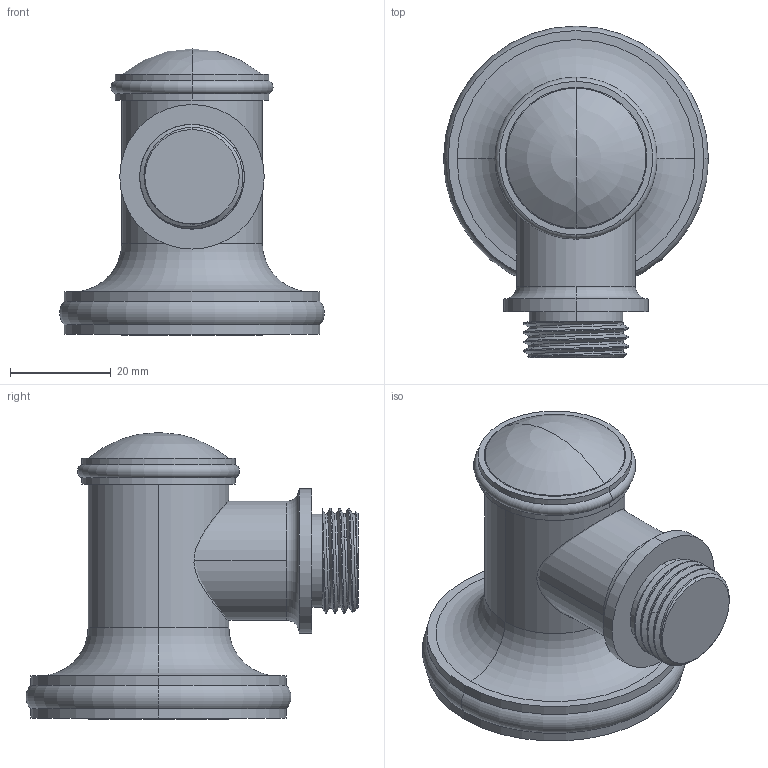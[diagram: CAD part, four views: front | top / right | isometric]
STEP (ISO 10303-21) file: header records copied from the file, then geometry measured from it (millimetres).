
FILE_DESCRIPTION((''),'2;1');
FILE_NAME('285-3_SW0001','2011-07-15T',('pnmurthy'),(''),'PRO/ENGINEER BY PARAMETRIC TECHNOLOGY CORPORATION, 2009300','PRO/ENGINEER BY PARAMETRIC TECHNOLOGY CORPORATION, 2009300','');
FILE_SCHEMA(('CONFIG_CONTROL_DESIGN'));
Length unit declared in the file: inch
Products named in the file (1): 285-3_SW0001
Bounding box: 52.61 x 65.93 x 56.94 mm (x, y, z)
Surface area: 17345 mm2 (no closed solid volume)
Topology: 0 solids, 9 shells, 54 faces, 122 edges, 75 vertices
Faces by surface type: cylinder 26, torus 10, plane 8, bspline 6, sphere 2, cone 2
Entity records: 2821 total; most frequent: CARTESIAN_POINT 1622, DIRECTION 254, ORIENTED_EDGE 222, EDGE_CURVE 120, AXIS2_PLACEMENT_3D 112, VERTEX_POINT 75, CIRCLE 64, EDGE_LOOP 54
